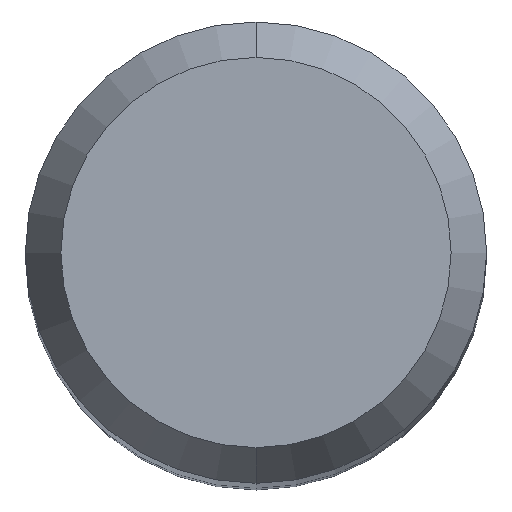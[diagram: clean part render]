
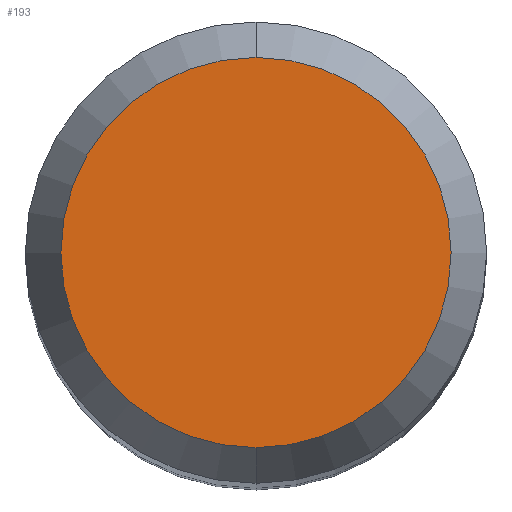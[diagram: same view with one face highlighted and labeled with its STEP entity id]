
A CAD part, top view. The second image highlights one B-rep face of the part: STEP entity #193.
In plain terms, the highlighted planar face has unit normal (0, 0, 1).
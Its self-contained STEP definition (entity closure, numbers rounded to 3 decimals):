
#193=ADVANCED_FACE('',(#485),#486,.T.);
#199=VERTEX_POINT('',#493);
#337=EDGE_CURVE('',#199,#395,#644,.T.);
#395=VERTEX_POINT('',#709);
#429=EDGE_CURVE('',#395,#199,#747,.T.);
#485=FACE_OUTER_BOUND('',#831,.T.);
#486=PLANE('',#832);
#493=CARTESIAN_POINT('',(0.0,2.538,0.0));
#644=CIRCLE('',#1113,2.538);
#709=CARTESIAN_POINT('',(0.,-2.538,0.0));
#747=CIRCLE('',#1363,2.538);
#831=EDGE_LOOP('',(#1399,#1400));
#832=AXIS2_PLACEMENT_3D('',#1401,#1402,#1403);
#1113=AXIS2_PLACEMENT_3D('',#1576,#1577,#1578);
#1363=AXIS2_PLACEMENT_3D('',#1700,#1701,#1702);
#1399=ORIENTED_EDGE('',*,*,#337,.F.);
#1400=ORIENTED_EDGE('',*,*,#429,.F.);
#1401=CARTESIAN_POINT('',(0.0,1.269,0.0));
#1402=DIRECTION('',(-0.0,0.0,1.0));
#1403=DIRECTION('',(0.0,-1.0,0.0));
#1576=CARTESIAN_POINT('',(0.0,0.0,0.0));
#1577=DIRECTION('',(0.0,0.0,-1.0));
#1578=DIRECTION('',(0.0,1.0,0.0));
#1700=CARTESIAN_POINT('',(0.0,0.0,0.0));
#1701=DIRECTION('',(0.0,0.0,-1.0));
#1702=DIRECTION('',(0.0,1.0,0.0));
